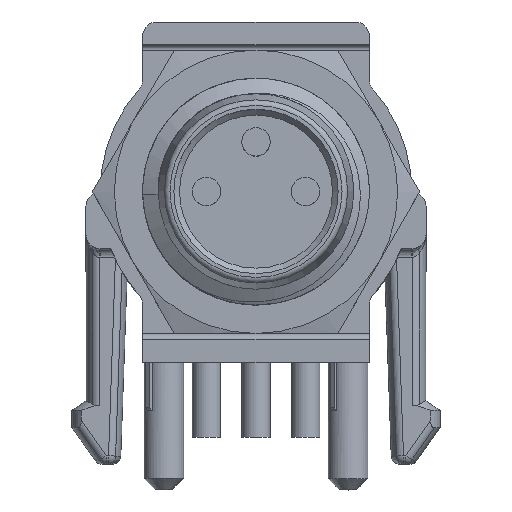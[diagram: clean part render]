
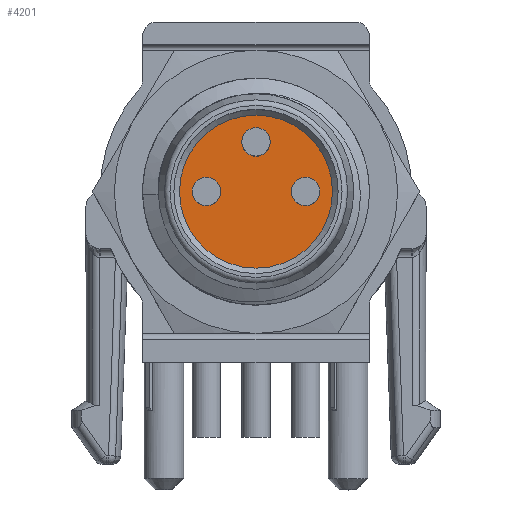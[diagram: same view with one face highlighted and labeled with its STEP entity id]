
A CAD part, top view. The second image highlights one B-rep face of the part: STEP entity #4201.
In plain terms, the highlighted planar face has unit normal (0, 0, 1).
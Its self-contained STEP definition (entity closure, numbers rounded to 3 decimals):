
#83=FACE_BOUND('',#534,.T.);
#84=FACE_BOUND('',#535,.T.);
#85=FACE_BOUND('',#536,.T.);
#95=PLANE('',#4508);
#269=FACE_OUTER_BOUND('',#533,.T.);
#533=EDGE_LOOP('',(#2901));
#534=EDGE_LOOP('',(#2902,#2903));
#535=EDGE_LOOP('',(#2904,#2905));
#536=EDGE_LOOP('',(#2906));
#810=CIRCLE('',#4507,2.7);
#811=CIRCLE('',#4509,0.5);
#812=CIRCLE('',#4510,0.5);
#813=CIRCLE('',#4511,0.5);
#814=CIRCLE('',#4512,0.5);
#815=CIRCLE('',#4513,0.5);
#1757=VERTEX_POINT('',#8991);
#1758=VERTEX_POINT('',#8995);
#1759=VERTEX_POINT('',#8996);
#1760=VERTEX_POINT('',#8999);
#1761=VERTEX_POINT('',#9000);
#1762=VERTEX_POINT('',#9003);
#2187=EDGE_CURVE('',#1757,#1757,#810,.T.);
#2189=EDGE_CURVE('',#1758,#1759,#811,.T.);
#2190=EDGE_CURVE('',#1759,#1758,#812,.T.);
#2191=EDGE_CURVE('',#1760,#1761,#813,.T.);
#2192=EDGE_CURVE('',#1761,#1760,#814,.T.);
#2193=EDGE_CURVE('',#1762,#1762,#815,.T.);
#2901=ORIENTED_EDGE('',*,*,#2187,.F.);
#2902=ORIENTED_EDGE('',*,*,#2189,.F.);
#2903=ORIENTED_EDGE('',*,*,#2190,.F.);
#2904=ORIENTED_EDGE('',*,*,#2191,.F.);
#2905=ORIENTED_EDGE('',*,*,#2192,.F.);
#2906=ORIENTED_EDGE('',*,*,#2193,.T.);
#4201=ADVANCED_FACE('',(#269,#83,#84,#85),#95,.F.);
#4507=AXIS2_PLACEMENT_3D('',#8992,#5078,#5079);
#4508=AXIS2_PLACEMENT_3D('',#8994,#5081,#5082);
#4509=AXIS2_PLACEMENT_3D('',#8997,#5083,#5084);
#4510=AXIS2_PLACEMENT_3D('',#8998,#5085,#5086);
#4511=AXIS2_PLACEMENT_3D('',#9001,#5087,#5088);
#4512=AXIS2_PLACEMENT_3D('',#9002,#5089,#5090);
#4513=AXIS2_PLACEMENT_3D('',#9004,#5091,#5092);
#5078=DIRECTION('center_axis',(0.,0.,-1.));
#5079=DIRECTION('ref_axis',(0.,1.,0.));
#5081=DIRECTION('center_axis',(0.,0.,-1.));
#5082=DIRECTION('ref_axis',(0.,-1.,0.));
#5083=DIRECTION('center_axis',(0.,0.,1.));
#5084=DIRECTION('ref_axis',(0.,-1.,0.));
#5085=DIRECTION('center_axis',(0.,0.,1.));
#5086=DIRECTION('ref_axis',(0.,-1.,0.));
#5087=DIRECTION('center_axis',(0.,0.,1.));
#5088=DIRECTION('ref_axis',(0.,-1.,0.));
#5089=DIRECTION('center_axis',(0.,0.,1.));
#5090=DIRECTION('ref_axis',(0.,-1.,0.));
#5091=DIRECTION('center_axis',(0.,0.,-1.));
#5092=DIRECTION('ref_axis',(0.,-1.,0.));
#8991=CARTESIAN_POINT('',(0.,-2.7,-5.));
#8992=CARTESIAN_POINT('Origin',(0.,0.,-5.));
#8994=CARTESIAN_POINT('Origin',(0.,0.,-5.));
#8995=CARTESIAN_POINT('',(0.,1.25,-5.));
#8996=CARTESIAN_POINT('',(0.,2.25,-5.));
#8997=CARTESIAN_POINT('Origin',(0.,1.75,-5.));
#8998=CARTESIAN_POINT('Origin',(0.,1.75,-5.));
#8999=CARTESIAN_POINT('',(-1.75,-0.5,-5.));
#9000=CARTESIAN_POINT('',(-1.75,0.5,-5.));
#9001=CARTESIAN_POINT('Origin',(-1.75,0.,-5.));
#9002=CARTESIAN_POINT('Origin',(-1.75,0.,-5.));
#9003=CARTESIAN_POINT('',(1.75,0.5,-5.));
#9004=CARTESIAN_POINT('Origin',(1.75,0.,-5.));
